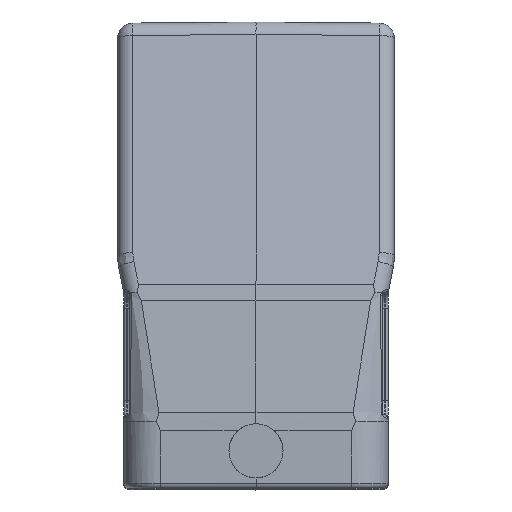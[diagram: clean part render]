
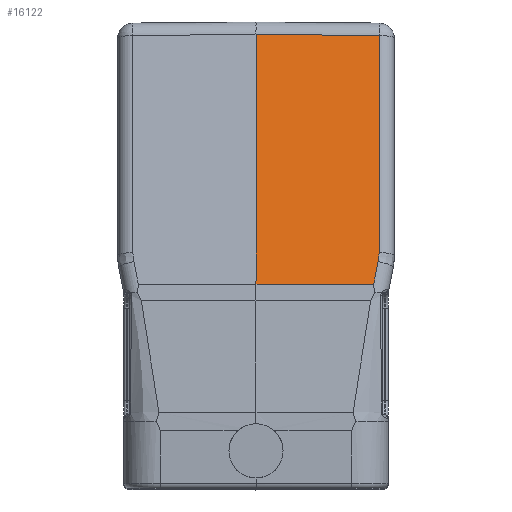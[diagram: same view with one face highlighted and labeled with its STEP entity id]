
A CAD part, top view. The second image highlights one B-rep face of the part: STEP entity #16122.
In plain terms, the highlighted planar face has unit normal (0.009, 0.19, 0.982).
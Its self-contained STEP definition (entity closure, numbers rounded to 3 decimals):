
#2747=DIRECTION('',(0.,0.982,-0.19));
#2748=VECTOR('',#2747,41.382);
#2749=CARTESIAN_POINT('',(0.,-21.241,
44.49));
#2750=LINE('',#2749,#2748);
#2751=DIRECTION('',(1.,-0.009,-0.007));
#2752=VECTOR('',#2751,20.023);
#2753=CARTESIAN_POINT('',(0.,19.39,36.641));
#2754=LINE('',#2753,#2752);
#2755=CARTESIAN_POINT('',(20.022,-16.12,43.323));
#2756=CARTESIAN_POINT('',(20.022,-16.614,43.419));
#2757=CARTESIAN_POINT('',(19.973,-17.107,43.514));
#2758=CARTESIAN_POINT('',(19.876,-17.591,43.609));
#2760=DIRECTION('',(-0.193,-0.963,0.188));
#2761=VECTOR('',#2760,3.79);
#2762=CARTESIAN_POINT('',(19.876,-17.591,43.609));
#2763=LINE('',#2762,#2761);
#2764=DIRECTION('',(-1.,0.,0.009));
#2765=VECTOR('',#2764,19.147);
#2766=CARTESIAN_POINT('',(19.146,-21.241,44.32));
#2767=LINE('',#2766,#2765);
#5059=DIRECTION('',(0.,0.982,-0.19));
#5060=VECTOR('',#5059,35.988);
#5061=CARTESIAN_POINT('',(20.022,-16.12,43.323));
#5062=LINE('',#5061,#5060);
#10300=CARTESIAN_POINT('',(0.,-21.241,
44.49));
#10302=VERTEX_POINT('',#10300);
#10306=CARTESIAN_POINT('',(0.,19.39,
36.641));
#10307=VERTEX_POINT('',#10306);
#10312=CARTESIAN_POINT('',(19.146,-21.241,
44.32));
#10313=VERTEX_POINT('',#10312);
#10316=CARTESIAN_POINT('',(20.022,19.215,36.497));
#10317=VERTEX_POINT('',#10316);
#10318=CARTESIAN_POINT('',(20.022,-16.12,
43.323));
#10319=VERTEX_POINT('',#10318);
#10320=VERTEX_POINT('',#2758);
#16104=CARTESIAN_POINT('',(0.,-22.585,44.75));
#16105=DIRECTION('',(0.009,0.19,0.982));
#16106=DIRECTION('',(0.,-0.982,0.19));
#16107=AXIS2_PLACEMENT_3D('',#16104,#16105,#16106);
#16108=PLANE('',#16107);
#16110=ORIENTED_EDGE('',*,*,#16109,.T.);
#16112=ORIENTED_EDGE('',*,*,#16111,.T.);
#16114=ORIENTED_EDGE('',*,*,#16113,.F.);
#16116=ORIENTED_EDGE('',*,*,#16115,.T.);
#16117=ORIENTED_EDGE('',*,*,#16088,.T.);
#16119=ORIENTED_EDGE('',*,*,#16118,.T.);
#16120=EDGE_LOOP('',(#16110,#16112,#16114,#16116,#16117,#16119));
#16121=FACE_OUTER_BOUND('',#16120,.F.);
#16122=ADVANCED_FACE('',(#16121),#16108,.T.);
#2759=B_SPLINE_CURVE_WITH_KNOTS('',3,(#2755,#2756,#2757,#2758),.UNSPECIFIED.,
.F.,.F.,(4,4),(0.,1.),.UNSPECIFIED.);
#16088=EDGE_CURVE('',#10320,#10313,#2763,.T.);
#16109=EDGE_CURVE('',#10302,#10307,#2750,.T.);
#16111=EDGE_CURVE('',#10307,#10317,#2754,.T.);
#16113=EDGE_CURVE('',#10319,#10317,#5062,.T.);
#16115=EDGE_CURVE('',#10319,#10320,#2759,.T.);
#16118=EDGE_CURVE('',#10313,#10302,#2767,.T.);
